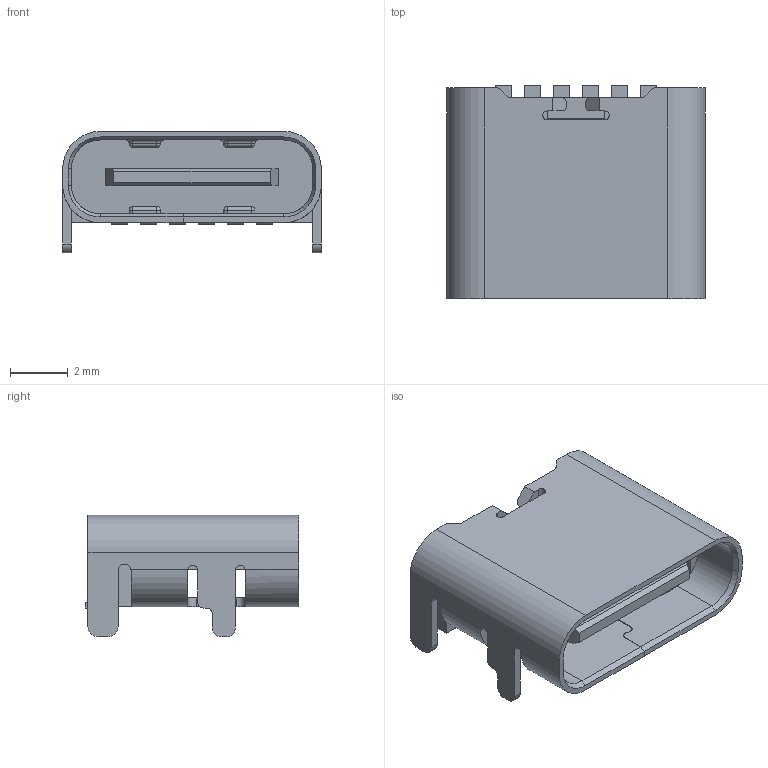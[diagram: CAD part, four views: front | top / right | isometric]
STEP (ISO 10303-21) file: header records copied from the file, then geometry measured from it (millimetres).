
FILE_DESCRIPTION (( 'STEP AP214' ), '1' );
FILE_NAME ('TYPE-C-31-M-17.STEP', '2021-05-11T10:48:22', ( '' ), ( '' ), 'SwSTEP 2.0', 'SolidWorks 2018', '' );
FILE_SCHEMA (( 'AUTOMOTIVE_DESIGN' ));
Length unit declared in the file: millimetre
Products named in the file (1): TYPE-C-31-M-17
Bounding box: 8.95 x 7.4 x 4.2 mm (x, y, z)
Volume: 93.3 mm3; surface area: 512.9 mm2
Topology: 9 solids, 9 shells, 352 faces, 909 edges, 560 vertices
Faces by surface type: plane 214, cylinder 110, sphere 16, torus 8, cone 4
Entity records: 10619 total; most frequent: CARTESIAN_POINT 1890, DIRECTION 1811, ORIENTED_EDGE 1786, EDGE_CURVE 893, VECTOR 649, LINE 649, AXIS2_PLACEMENT_3D 581, VERTEX_POINT 560
